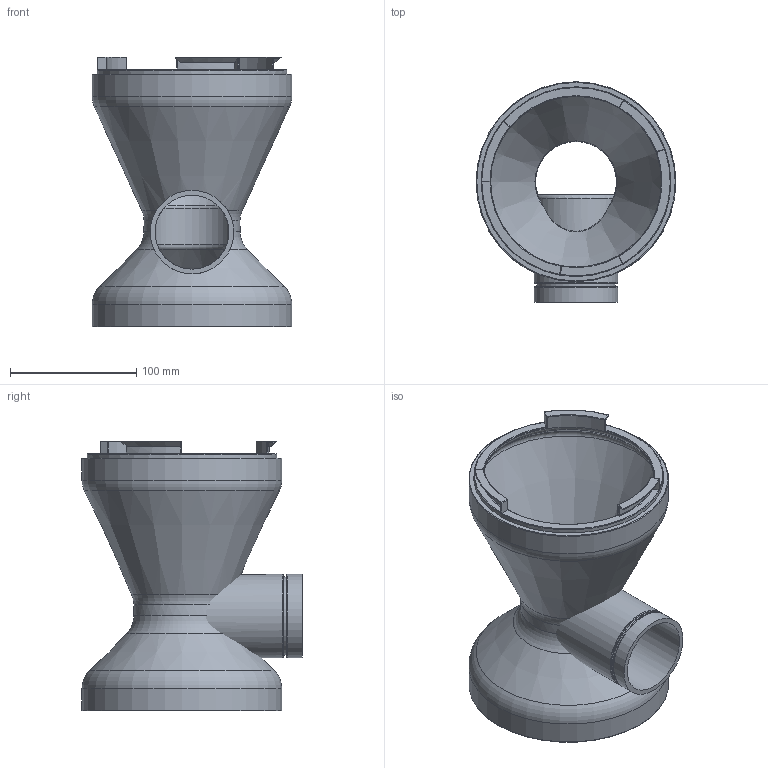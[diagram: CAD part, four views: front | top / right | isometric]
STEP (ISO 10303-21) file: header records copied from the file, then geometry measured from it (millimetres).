
FILE_DESCRIPTION(/* description */ (''),/* implementation_level */ '2;1');
FILE_NAME(/* name */ 'ex-vent v16.step',/* time_stamp */ '2024-01-22T21:19:19-08:00',/* author */ (''),/* organization */ (''),/* preprocessor_version */ 'ST-DEVELOPER v20',/* originating_system */ 'Autodesk Translation Framework v12.14.0.127',/* authorisation */ '');
FILE_SCHEMA (('AUTOMOTIVE_DESIGN { 1 0 10303 214 3 1 1 }'));
Length unit declared in the file: millimetre
Products named in the file (1): ex-vent
Bounding box: 158 x 174 x 213.5 mm (x, y, z)
Volume: 617458.5 mm3; surface area: 210297.5 mm2
Topology: 2 solids, 2 shells, 119 faces, 331 edges, 215 vertices
Faces by surface type: cylinder 35, torus 31, plane 29, bspline 12, cone 10, sphere 2
Full cylindrical faces by diameter (mm): 58.5 x2, 62 x1, 66 x2, 135 x1, 150 x1, 151 x2, 158 x2
Entity records: 6199 total; most frequent: CARTESIAN_POINT 3260, ORIENTED_EDGE 662, DIRECTION 558, EDGE_CURVE 331, AXIS2_PLACEMENT_3D 236, VERTEX_POINT 215, EDGE_LOOP 124, FACE_OUTER_BOUND 119
